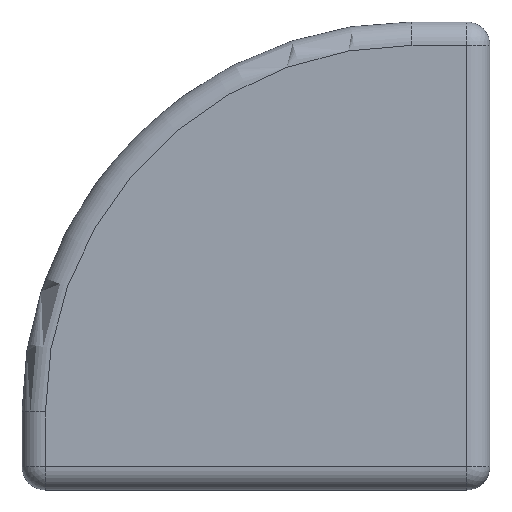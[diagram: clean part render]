
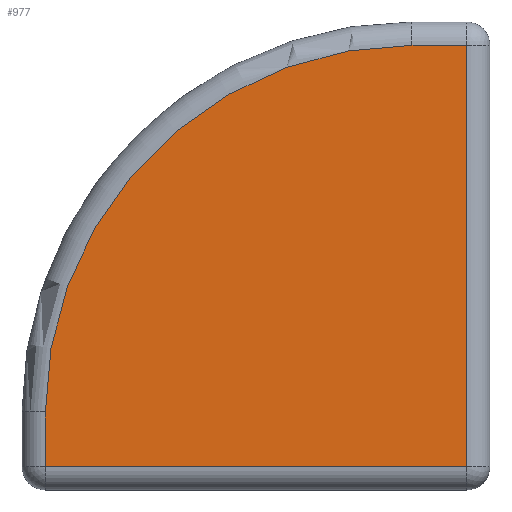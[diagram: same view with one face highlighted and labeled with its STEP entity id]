
A CAD part, top view. The second image highlights one B-rep face of the part: STEP entity #977.
In plain terms, the highlighted planar face has unit normal (0, 0, 1).
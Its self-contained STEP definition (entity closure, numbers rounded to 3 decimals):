
#33=PLANE('',#1133);
#97=LINE('',#1712,#164);
#101=LINE('',#1731,#168);
#103=LINE('',#1740,#170);
#105=LINE('',#1743,#172);
#164=VECTOR('',#1418,10.);
#168=VECTOR('',#1438,10.);
#170=VECTOR('',#1450,10.);
#172=VECTOR('',#1454,10.);
#272=FACE_OUTER_BOUND('',#337,.T.);
#337=EDGE_LOOP('',(#861,#862,#863,#864,#865));
#409=CIRCLE('',#1125,23.5);
#471=VERTEX_POINT('',#1687);
#476=VERTEX_POINT('',#1700);
#481=VERTEX_POINT('',#1716);
#486=VERTEX_POINT('',#1729);
#488=VERTEX_POINT('',#1735);
#604=EDGE_CURVE('',#471,#476,#97,.T.);
#613=EDGE_CURVE('',#486,#481,#101,.T.);
#616=EDGE_CURVE('',#488,#486,#409,.T.);
#618=EDGE_CURVE('',#476,#488,#103,.T.);
#620=EDGE_CURVE('',#481,#471,#105,.T.);
#861=ORIENTED_EDGE('',*,*,#613,.F.);
#862=ORIENTED_EDGE('',*,*,#616,.F.);
#863=ORIENTED_EDGE('',*,*,#618,.F.);
#864=ORIENTED_EDGE('',*,*,#604,.F.);
#865=ORIENTED_EDGE('',*,*,#620,.F.);
#977=ADVANCED_FACE('',(#272),#33,.T.);
#1125=AXIS2_PLACEMENT_3D('',#1737,#1444,#1445);
#1133=AXIS2_PLACEMENT_3D('',#1755,#1468,#1469);
#1418=DIRECTION('',(-1.,0.,0.));
#1438=DIRECTION('',(1.,0.,0.));
#1444=DIRECTION('center_axis',(0.,0.,-1.));
#1445=DIRECTION('ref_axis',(-0.707,0.707,0.));
#1450=DIRECTION('',(0.,1.,0.));
#1454=DIRECTION('',(0.,-1.,0.));
#1468=DIRECTION('center_axis',(0.,0.,1.));
#1469=DIRECTION('ref_axis',(1.,0.,0.));
#1687=CARTESIAN_POINT('',(13.5,-13.5,2.5));
#1700=CARTESIAN_POINT('',(-13.5,-13.5,2.5));
#1712=CARTESIAN_POINT('',(-6.176,-13.5,2.5));
#1716=CARTESIAN_POINT('',(13.5,13.5,2.5));
#1729=CARTESIAN_POINT('',(10.,13.5,2.5));
#1731=CARTESIAN_POINT('',(8.824,13.5,2.5));
#1735=CARTESIAN_POINT('',(-13.5,-10.,2.5));
#1737=CARTESIAN_POINT('Origin',(10.,-10.,2.5));
#1740=CARTESIAN_POINT('',(-13.5,-6.324,2.5));
#1743=CARTESIAN_POINT('',(13.5,-8.824,2.5));
#1755=CARTESIAN_POINT('Origin',(2.647,-2.647,2.5));
